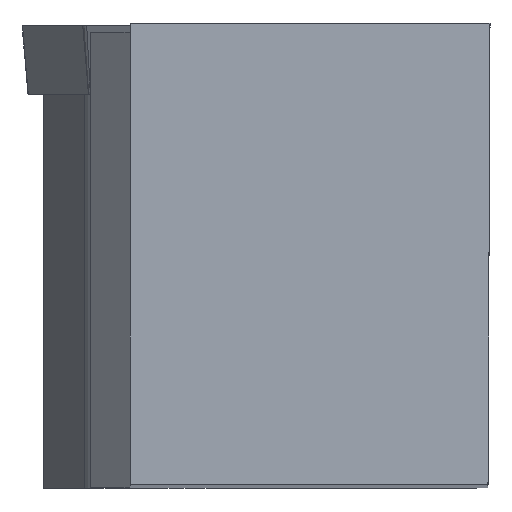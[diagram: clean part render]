
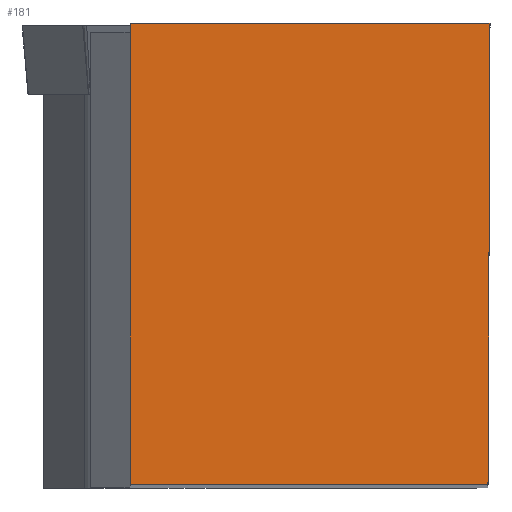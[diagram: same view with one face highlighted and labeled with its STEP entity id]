
A CAD part, top view. The second image highlights one B-rep face of the part: STEP entity #181.
In plain terms, the highlighted planar face has unit normal (0, 0, 1).
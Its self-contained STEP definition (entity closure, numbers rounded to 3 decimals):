
#142=FACE_OUTER_BOUND('',#406,.T.);
#181=ADVANCED_FACE('BLANK_BOXF006',(#142),#210,.F.);
#210=PLANE('',#929);
#236=LINE('',#1322,#300);
#249=LINE('',#1352,#313);
#254=LINE('',#1362,#318);
#270=LINE('',#1424,#334);
#300=VECTOR('',#1030,1.);
#313=VECTOR('',#1051,1.);
#318=VECTOR('',#1058,1.);
#334=VECTOR('',#1114,1.);
#406=EDGE_LOOP('',(#570,#571,#572,#573));
#570=ORIENTED_EDGE('',*,*,#733,.F.);
#571=ORIENTED_EDGE('',*,*,#762,.F.);
#572=ORIENTED_EDGE('',*,*,#728,.F.);
#573=ORIENTED_EDGE('',*,*,#714,.F.);
#638=VERTEX_POINT('',#1321);
#639=VERTEX_POINT('',#1323);
#652=VERTEX_POINT('',#1353);
#655=VERTEX_POINT('',#1361);
#714=EDGE_CURVE('',#638,#639,#236,.T.);
#728=EDGE_CURVE('',#639,#652,#249,.T.);
#733=EDGE_CURVE('',#655,#638,#254,.T.);
#762=EDGE_CURVE('',#652,#655,#270,.T.);
#929=AXIS2_PLACEMENT_3D('',#1447,#1139,#1140);
#1030=DIRECTION('',(1.,0.,0.));
#1051=DIRECTION('',(-0.004,-1.,0.));
#1058=DIRECTION('',(0.,1.,0.));
#1114=DIRECTION('',(-1.,0.,0.));
#1139=DIRECTION('',(0.,0.,-1.));
#1140=DIRECTION('',(-1.,0.,0.));
#1321=CARTESIAN_POINT('',(-24.875,31.85,0.));
#1322=CARTESIAN_POINT('',(-187.35,31.85,0.));
#1323=CARTESIAN_POINT('',(0.,31.85,0.));
#1352=CARTESIAN_POINT('',(0.678,187.348,0.));
#1353=CARTESIAN_POINT('',(-0.139,0.,0.));
#1361=CARTESIAN_POINT('',(-24.875,0.,0.));
#1362=CARTESIAN_POINT('',(-24.875,-187.35,0.));
#1424=CARTESIAN_POINT('',(187.35,0.,0.));
#1447=CARTESIAN_POINT('',(-48.35,-5.,0.));
